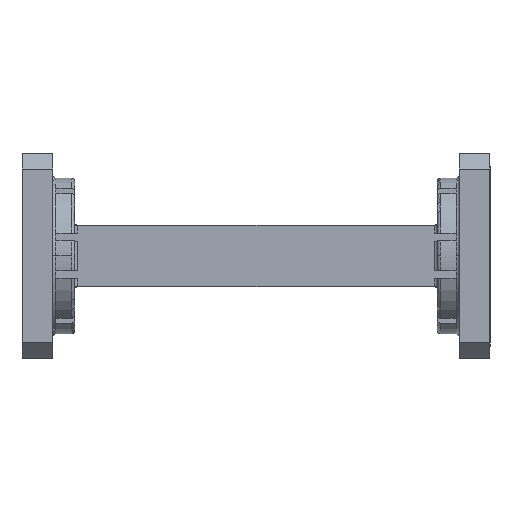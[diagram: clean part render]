
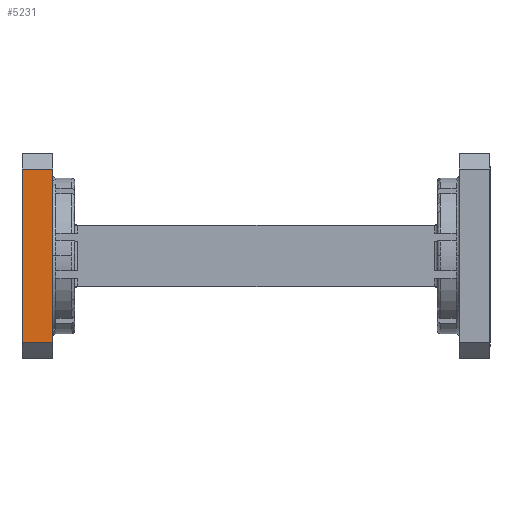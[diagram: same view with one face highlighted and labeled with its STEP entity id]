
A CAD part, top view. The second image highlights one B-rep face of the part: STEP entity #5231.
In plain terms, the highlighted planar face has unit normal (0, 0, 1).
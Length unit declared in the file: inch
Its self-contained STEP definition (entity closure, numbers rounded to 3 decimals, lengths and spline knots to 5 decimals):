
#76 = EDGE_CURVE ( 'NONE', #4157, #1343, #3772, .T. ) ;
#370 = CARTESIAN_POINT ( 'NONE',  ( -1.5, -0.6565, 0.6565 ) ) ;
#538 = EDGE_CURVE ( 'NONE', #1343, #2940, #5039, .T. ) ;
#1123 = FACE_OUTER_BOUND ( 'NONE', #1871, .T. ) ;
#1165 = CARTESIAN_POINT ( 'NONE',  ( -1.5, 0.5565, 0.6565 ) ) ;
#1210 = DIRECTION ( 'NONE',  ( 0., 0., 1. ) ) ;
#1236 = VECTOR ( 'NONE', #1827, 39.37008 ) ;
#1343 = VERTEX_POINT ( 'NONE', #1792 ) ;
#1357 = EDGE_CURVE ( 'NONE', #2528, #4157, #3410, .T. ) ;
#1657 = PLANE ( 'NONE',  #3680 ) ;
#1792 = CARTESIAN_POINT ( 'NONE',  ( -1.30315, 0.5565, 0.6565 ) ) ;
#1827 = DIRECTION ( 'NONE',  ( 1., 0., 0. ) ) ;
#1871 = EDGE_LOOP ( 'NONE', ( #2552, #2314, #5396, #4834 ) ) ;
#2055 = DIRECTION ( 'NONE',  ( 1., 0., 0. ) ) ;
#2204 = LINE ( 'NONE', #370, #5653 ) ;
#2314 = ORIENTED_EDGE ( 'NONE', *, *, #1357, .T. ) ;
#2454 = CARTESIAN_POINT ( 'NONE',  ( -1.30315, 0.5565, 0.6565 ) ) ;
#2528 = VERTEX_POINT ( 'NONE', #4513 ) ;
#2552 = ORIENTED_EDGE ( 'NONE', *, *, #3067, .F. ) ;
#2940 = VERTEX_POINT ( 'NONE', #1165 ) ;
#3067 = EDGE_CURVE ( 'NONE', #2528, #2940, #2204, .T. ) ;
#3351 = VECTOR ( 'NONE', #3364, 39.37008 ) ;
#3364 = DIRECTION ( 'NONE',  ( -1., 0., 0. ) ) ;
#3410 = LINE ( 'NONE', #3570, #1236 ) ;
#3424 = VECTOR ( 'NONE', #3931, 39.37008 ) ;
#3545 = DIRECTION ( 'NONE',  ( 0., 1., 0. ) ) ;
#3570 = CARTESIAN_POINT ( 'NONE',  ( -1.30315, -0.5565, 0.6565 ) ) ;
#3680 = AXIS2_PLACEMENT_3D ( 'NONE', #5220, #1210, #2055 ) ;
#3772 = LINE ( 'NONE', #4358, #3424 ) ;
#3931 = DIRECTION ( 'NONE',  ( 0., 1., 0. ) ) ;
#4157 = VERTEX_POINT ( 'NONE', #5024 ) ;
#4358 = CARTESIAN_POINT ( 'NONE',  ( -1.30315, -0.6565, 0.6565 ) ) ;
#4513 = CARTESIAN_POINT ( 'NONE',  ( -1.5, -0.5565, 0.6565 ) ) ;
#4834 = ORIENTED_EDGE ( 'NONE', *, *, #538, .T. ) ;
#5024 = CARTESIAN_POINT ( 'NONE',  ( -1.30315, -0.5565, 0.6565 ) ) ;
#5039 = LINE ( 'NONE', #2454, #3351 ) ;
#5220 = CARTESIAN_POINT ( 'NONE',  ( -1.30315, -0.6565, 0.6565 ) ) ;
#5231 = ADVANCED_FACE ( 'NONE', ( #1123 ), #1657, .T. ) ;
#5396 = ORIENTED_EDGE ( 'NONE', *, *, #76, .T. ) ;
#5653 = VECTOR ( 'NONE', #3545, 39.37008 ) ;
